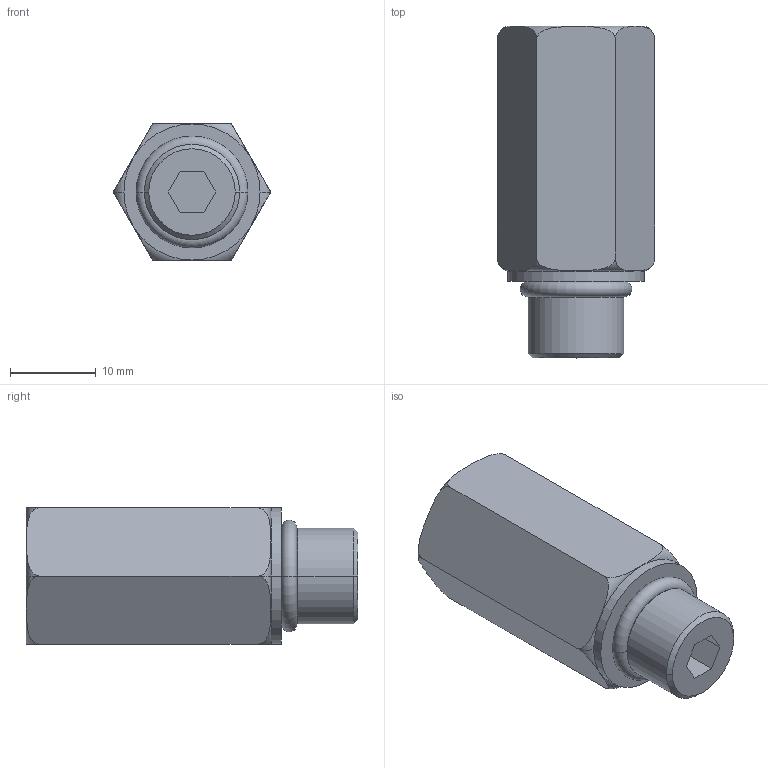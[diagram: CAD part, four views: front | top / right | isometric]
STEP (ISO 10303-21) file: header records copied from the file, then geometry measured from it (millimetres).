
FILE_DESCRIPTION((''),'2;1');
FILE_NAME('ILC70340544','2005-05-04T',('KR'),(''),'PRO/ENGINEER BY PARAMETRIC TECHNOLOGY CORPORATION, 2004290','PRO/ENGINEER BY PARAMETRIC TECHNOLOGY CORPORATION, 2004290','');
FILE_SCHEMA(('AUTOMOTIVE_DESIGN_CC2 { 1 2 10303 214 -1 1 5 2 }'));
Length unit declared in the file: inch
Products named in the file (1): ILC70340544
Bounding box: 18.33 x 38.68 x 15.88 mm (x, y, z)
Volume: 6140.6 mm3; surface area: 3424.6 mm2
Topology: 1 solids, 2 shells, 46 faces, 102 edges, 62 vertices
Faces by surface type: plane 20, cylinder 11, cone 8, torus 7
Entity records: 1727 total; most frequent: CARTESIAN_POINT 541, DIRECTION 230, ORIENTED_EDGE 200, COLOUR_RGB 105, EDGE_CURVE 102, AXIS2_PLACEMENT_3D 93, VERTEX_POINT 62, EDGE_LOOP 52
